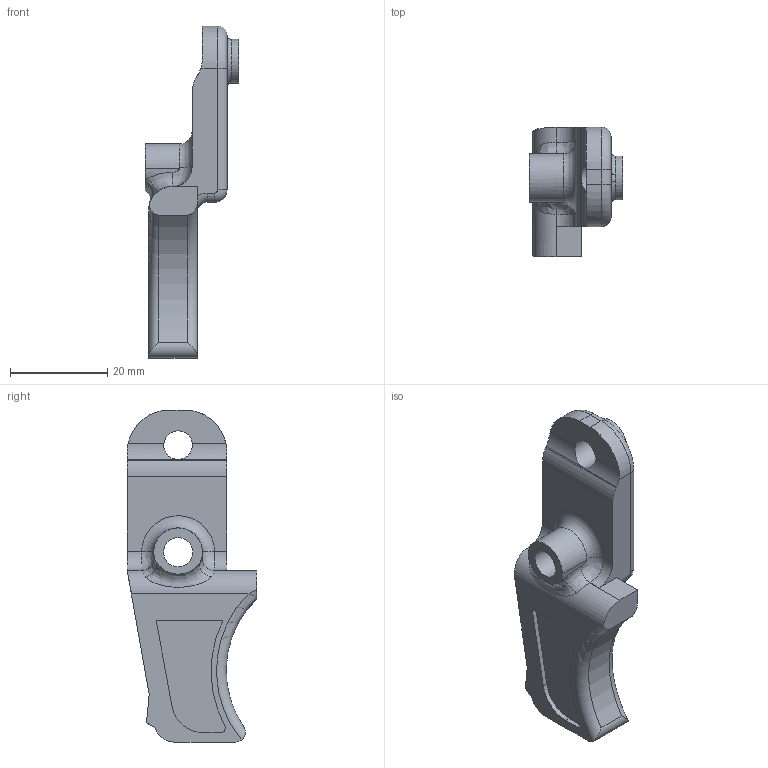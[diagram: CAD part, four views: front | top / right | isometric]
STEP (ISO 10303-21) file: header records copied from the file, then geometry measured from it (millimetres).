
FILE_DESCRIPTION(('HOOPS Exchange Step'),'2;1');
FILE_NAME('temp_export','2026-02-08T15:24:58-06:00',('mobile'),('Shapr3D Limited'),'HOOPS Exchange 2025.9','Shapr3D','Authorized');
FILE_SCHEMA( ('AP242_MANAGED_MODEL_BASED_3D_ENGINEERING_MIM_LF {1 0 10303 442 1 1 4}') );
Length unit declared in the file: millimetre
Products named in the file (3): Trigger; Back; root
Assembly tree (2 placements, depth 3):
  root
    Back
      Trigger
Bounding box: 19.18 x 26.59 x 68.21 mm (x, y, z)
Volume: 11162 mm3; surface area: 4971.4 mm2
Topology: 1 solids, 1 shells, 77 faces, 204 edges, 130 vertices
Faces by surface type: cylinder 31, plane 29, torus 9, bspline 8
Full cylindrical faces by diameter (mm): 4.8 x1, 5.9 x1, 6 x1, 9 x1
Entity records: 5939 total; most frequent: CARTESIAN_POINT 3989, ORIENTED_EDGE 408, DIRECTION 375, EDGE_CURVE 204, AXIS2_PLACEMENT_3D 140, VERTEX_POINT 130, VECTOR 95, LINE 95
